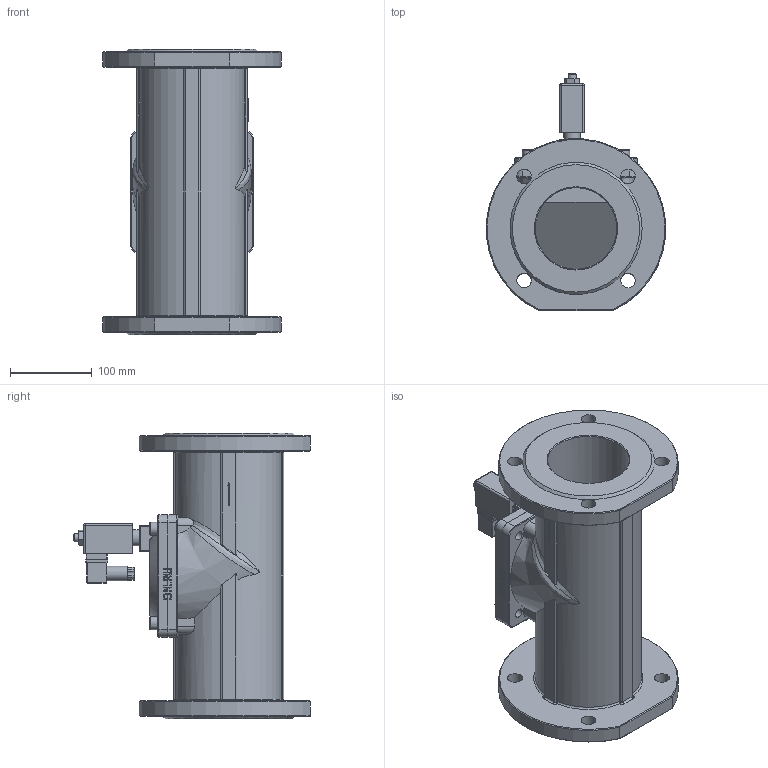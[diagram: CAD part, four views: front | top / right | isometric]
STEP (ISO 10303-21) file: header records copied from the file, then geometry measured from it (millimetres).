
FILE_DESCRIPTION(/* description */ (''),/* implementation_level */ '2;1');
FILE_NAME(/* name */ 'DN100_3D_STEP.stp',/* time_stamp */ '2024-03-16T22:42:06+03:00',/* author */ ('igorr'),/* organization */ (''),/* preprocessor_version */ 'ST-DEVELOPER v19.2',/* originating_system */ 'Autodesk Inventor 2023',/* authorisation */ '');
FILE_SCHEMA (('AUTOMOTIVE_DESIGN { 1 0 10303 214 3 1 1 }'));
Length unit declared in the file: millimetre
Products named in the file (5): Сборка; Деталь1; соленоид; BS 3692 - M10; AS 1420 - 1973 - M10 x 16
Assembly tree (7 placements, depth 2):
  Сборка
    Деталь1
    соленоид
    BS 3692 - M10
    AS 1420 - 1973 - M10 x 16  x4
Bounding box: 219.21 x 290 x 350 mm (x, y, z)
Volume: 4449454.6 mm3; surface area: 476180 mm2
Topology: 7 solids, 7 shells, 587 faces, 1529 edges, 974 vertices
Faces by surface type: plane 275, cylinder 182, torus 44, bspline 42, cone 32, sphere 12
Full cylindrical faces by diameter (mm): 8 x1, 8.376 x1, 10 x7, 11 x8, 16 x4, 18 x9, 20 x2, 25 x1, 100 x2
Entity records: 18878 total; most frequent: CARTESIAN_POINT 5032, ORIENTED_EDGE 2840, DIRECTION 2656, EDGE_CURVE 1420, AXIS2_PLACEMENT_3D 947, VERTEX_POINT 902, LINE 762, VECTOR 762
